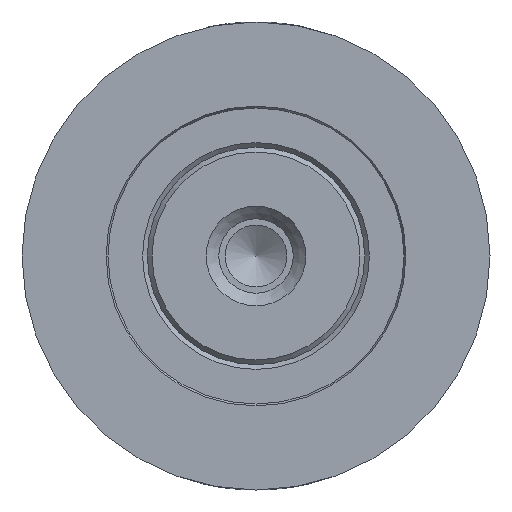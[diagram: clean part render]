
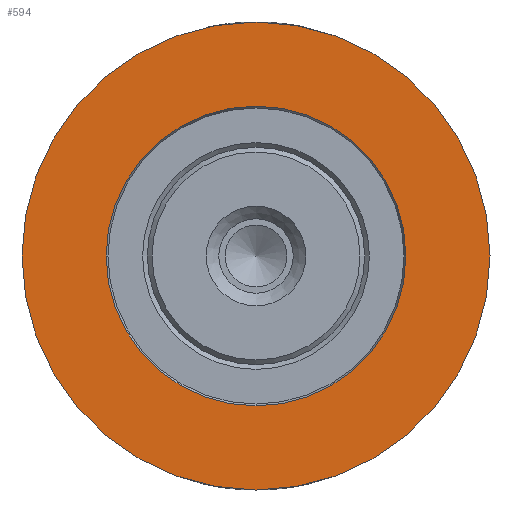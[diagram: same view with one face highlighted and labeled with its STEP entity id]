
A CAD part, front view. The second image highlights one B-rep face of the part: STEP entity #594.
In plain terms, the highlighted planar face has unit normal (0, -1, 0).
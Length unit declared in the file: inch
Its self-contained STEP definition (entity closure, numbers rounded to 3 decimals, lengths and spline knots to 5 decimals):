
#16=PLANE('',#677);
#25=FACE_BOUND('',#138,.T.);
#58=CIRCLE('',#654,0.47577);
#59=CIRCLE('',#655,0.47577);
#70=CIRCLE('',#671,0.743);
#73=CIRCLE('',#674,0.743);
#103=FACE_OUTER_BOUND('',#137,.T.);
#137=EDGE_LOOP('',(#494,#495));
#138=EDGE_LOOP('',(#496,#497));
#264=VERTEX_POINT('',#1895);
#265=VERTEX_POINT('',#1897);
#276=VERTEX_POINT('',#1929);
#277=VERTEX_POINT('',#1930);
#337=EDGE_CURVE('',#265,#264,#58,.T.);
#338=EDGE_CURVE('',#264,#265,#59,.T.);
#353=EDGE_CURVE('',#276,#277,#70,.T.);
#363=EDGE_CURVE('',#277,#276,#73,.T.);
#494=ORIENTED_EDGE('',*,*,#353,.F.);
#495=ORIENTED_EDGE('',*,*,#363,.F.);
#496=ORIENTED_EDGE('',*,*,#337,.T.);
#497=ORIENTED_EDGE('',*,*,#338,.T.);
#594=ADVANCED_FACE('',(#103,#25),#16,.F.);
#654=AXIS2_PLACEMENT_3D('',#1898,#762,#763);
#655=AXIS2_PLACEMENT_3D('',#1899,#764,#765);
#671=AXIS2_PLACEMENT_3D('',#1931,#800,#801);
#674=AXIS2_PLACEMENT_3D('',#2089,#809,#810);
#677=AXIS2_PLACEMENT_3D('',#2240,#815,#816);
#762=DIRECTION('center_axis',(0.,1.,0.));
#763=DIRECTION('ref_axis',(-1.,0.,0.));
#764=DIRECTION('center_axis',(0.,1.,0.));
#765=DIRECTION('ref_axis',(-1.,0.,0.));
#800=DIRECTION('center_axis',(0.,1.,0.));
#801=DIRECTION('ref_axis',(0.,0.,1.));
#809=DIRECTION('center_axis',(0.,1.,0.));
#810=DIRECTION('ref_axis',(0.,0.,1.));
#815=DIRECTION('center_axis',(0.,1.,0.));
#816=DIRECTION('ref_axis',(0.,0.,1.));
#1895=CARTESIAN_POINT('',(0.47577,-5.90551,0.));
#1897=CARTESIAN_POINT('',(-0.47577,-5.90551,0.));
#1898=CARTESIAN_POINT('Origin',(0.,-5.90551,0.));
#1899=CARTESIAN_POINT('Origin',(0.,-5.90551,0.));
#1929=CARTESIAN_POINT('',(0.,-5.90551,-0.743));
#1930=CARTESIAN_POINT('',(0.,-5.90551,0.743));
#1931=CARTESIAN_POINT('Origin',(0.,-5.90551,0.));
#2089=CARTESIAN_POINT('Origin',(0.,-5.90551,0.));
#2240=CARTESIAN_POINT('Origin',(0.,-5.90551,0.));
